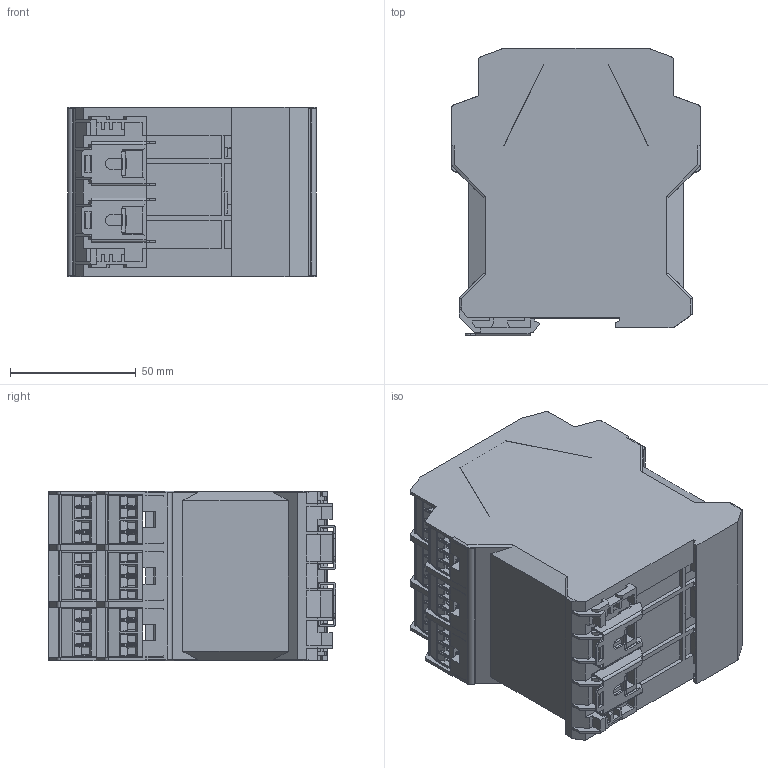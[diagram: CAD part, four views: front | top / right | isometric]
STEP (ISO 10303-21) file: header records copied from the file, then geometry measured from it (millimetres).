
FILE_DESCRIPTION((''),'2;1');
FILE_NAME('UME-67_5','2024-02-23T',('dell'),(''),'PRO/ENGINEER BY PARAMETRIC TECHNOLOGY CORPORATION, 2013230','PRO/ENGINEER BY PARAMETRIC TECHNOLOGY CORPORATION, 2013230','');
FILE_SCHEMA(('AUTOMOTIVE_DESIGN { 1 0 10303 214 1 1 1 1 }'));
Products named in the file (1): UME-67_5
Bounding box: 99 x 114.5 x 67.5 mm (x, y, z)
Volume: 237721.5 mm3; surface area: 153932.7 mm2
Topology: 1 solids, 19 shells, 8542 faces, 25381 edges, 16784 vertices
Faces by surface type: plane 6860, cylinder 1418, cone 228, torus 36
Entity records: 284650 total; most frequent: CARTESIAN_POINT 51819, ORIENTED_EDGE 50762, DIRECTION 45462, EDGE_CURVE 25381, VECTOR 21680, LINE 21680, VERTEX_POINT 16784, AXIS2_PLACEMENT_3D 11891
